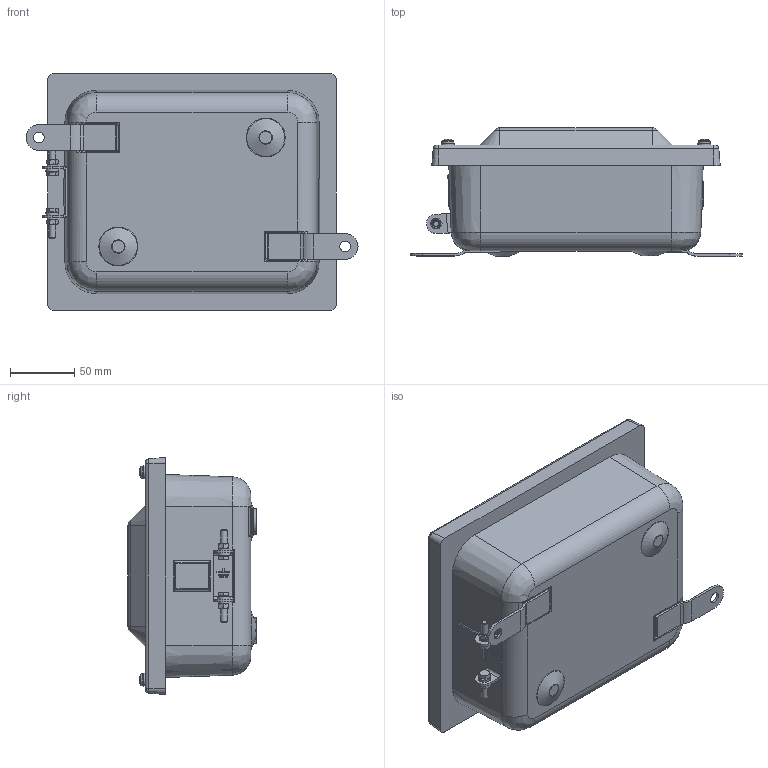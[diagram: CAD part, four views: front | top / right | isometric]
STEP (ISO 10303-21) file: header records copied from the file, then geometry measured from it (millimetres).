
FILE_DESCRIPTION(/* description */ (''),/* implementation_level */ '2;1');
FILE_NAME(/* name */ 'ZETARUS U614A.stp',/* time_stamp */ '2022-03-24T14:34:11+07:00',/* author */ ('zeta-09'),/* organization */ (''),/* preprocessor_version */ 'ST-DEVELOPER v18.1',/* originating_system */ 'Autodesk Inventor 2021',/* authorisation */ '');
FILE_SCHEMA (('AUTOMOTIVE_DESIGN { 1 0 10303 214 3 1 1 }'));
Length unit declared in the file: millimetre
Products named in the file (1): Деталь1
Bounding box: 259 x 100 x 185 mm (x, y, z)
Volume: 2724117.9 mm3; surface area: 149693.4 mm2
Topology: 1 solids, 1 shells, 411 faces, 1009 edges, 620 vertices
Faces by surface type: plane 167, cylinder 94, cone 78, torus 40, bspline 24, sphere 8
Full cylindrical faces by diameter (mm): 4.567 x2, 5 x4, 5.3 x2, 5.5 x2, 6.7 x2, 8.5 x2, 10 x6
Entity records: 13245 total; most frequent: CARTESIAN_POINT 3277, DIRECTION 1999, ORIENTED_EDGE 1986, EDGE_CURVE 993, AXIS2_PLACEMENT_3D 786, VERTEX_POINT 620, EDGE_LOOP 455, LINE 427
